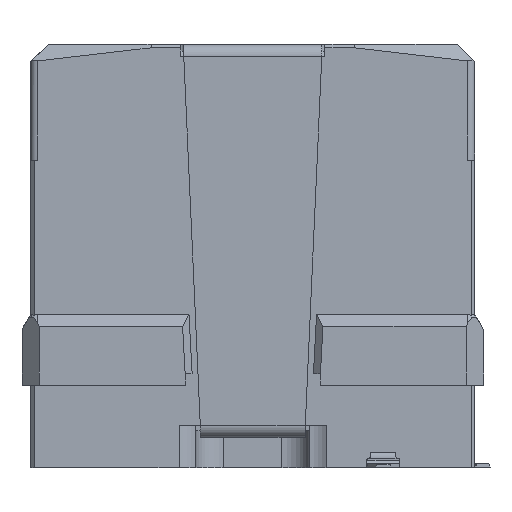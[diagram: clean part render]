
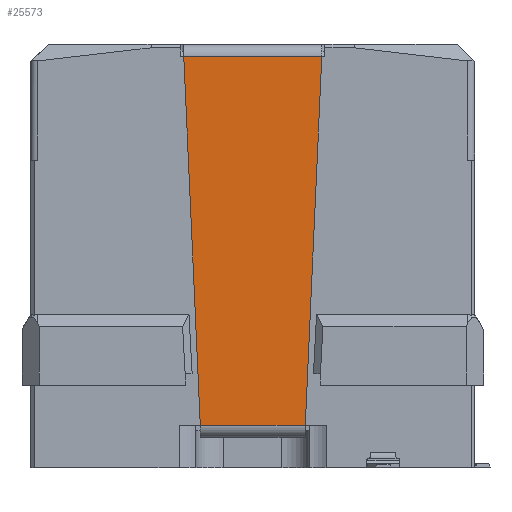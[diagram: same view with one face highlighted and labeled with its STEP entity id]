
A CAD part, left-side view. The second image highlights one B-rep face of the part: STEP entity #25573.
In plain terms, the highlighted planar face has unit normal (-1, 0, 0).
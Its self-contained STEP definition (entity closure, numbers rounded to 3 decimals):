
#593 = VECTOR ( 'NONE', #12615, 1000. ) ;
#1007 = LINE ( 'NONE', #29035, #593 ) ;
#1370 = VERTEX_POINT ( 'NONE', #8635 ) ;
#1842 = CARTESIAN_POINT ( 'NONE',  ( -7.75, 2.057, 5.044 ) ) ;
#1948 = ORIENTED_EDGE ( 'NONE', *, *, #8904, .T. ) ;
#2381 = VERTEX_POINT ( 'NONE', #17084 ) ;
#2624 = ORIENTED_EDGE ( 'NONE', *, *, #2872, .F. ) ;
#2769 = VECTOR ( 'NONE', #9412, 1000. ) ;
#2869 = CARTESIAN_POINT ( 'NONE',  ( -7.75, 1.93, 7.874 ) ) ;
#2872 = EDGE_CURVE ( 'NONE', #11178, #2381, #1007, .T. ) ;
#3444 = VERTEX_POINT ( 'NONE', #7498 ) ;
#4312 = VERTEX_POINT ( 'NONE', #5348 ) ;
#5348 = CARTESIAN_POINT ( 'NONE',  ( -7.75, 5.704, 11.76 ) ) ;
#5545 = DIRECTION ( 'NONE',  ( 0., 1., 0. ) ) ;
#5872 = ORIENTED_EDGE ( 'NONE', *, *, #25282, .F. ) ;
#7276 = VERTEX_POINT ( 'NONE', #2869 ) ;
#7303 = DIRECTION ( 'NONE',  ( 0., 1., 0. ) ) ;
#7498 = CARTESIAN_POINT ( 'NONE',  ( -7.75, 5.53, 7.874 ) ) ;
#8225 = FACE_OUTER_BOUND ( 'NONE', #13938, .T. ) ;
#8406 = ORIENTED_EDGE ( 'NONE', *, *, #26583, .F. ) ;
#8635 = CARTESIAN_POINT ( 'NONE',  ( -7.75, 5.231, 1.21 ) ) ;
#8904 = EDGE_CURVE ( 'NONE', #30179, #4312, #27776, .T. ) ;
#9412 = DIRECTION ( 'NONE',  ( 0., 0.045, 0.999 ) ) ;
#10331 = VECTOR ( 'NONE', #33763, 1000. ) ;
#11088 = DIRECTION ( 'NONE',  ( 0., 0.045, -0.999 ) ) ;
#11178 = VERTEX_POINT ( 'NONE', #1842 ) ;
#12185 = DIRECTION ( 'NONE',  ( 0., 0.045, 0.999 ) ) ;
#12615 = DIRECTION ( 'NONE',  ( 0., 0.045, -0.999 ) ) ;
#12970 = DIRECTION ( 'NONE',  ( 0., -0.045, -0.999 ) ) ;
#13664 = ORIENTED_EDGE ( 'NONE', *, *, #27550, .F. ) ;
#13938 = EDGE_LOOP ( 'NONE', ( #31555, #14634, #13664, #2624, #31444, #5872, #1948, #8406 ) ) ;
#14634 = ORIENTED_EDGE ( 'NONE', *, *, #33494, .F. ) ;
#15075 = CARTESIAN_POINT ( 'NONE',  ( -7.75, 5.231, 1.21 ) ) ;
#15146 = LINE ( 'NONE', #32822, #21191 ) ;
#16601 = AXIS2_PLACEMENT_3D ( 'NONE', #21328, #26797, #27131 ) ;
#17084 = CARTESIAN_POINT ( 'NONE',  ( -7.75, 2.229, 1.21 ) ) ;
#17446 = CARTESIAN_POINT ( 'NONE',  ( -7.75, 1.928, 7.917 ) ) ;
#18422 = PLANE ( 'NONE',  #16601 ) ;
#19606 = VECTOR ( 'NONE', #12970, 1000. ) ;
#20284 = EDGE_CURVE ( 'NONE', #11178, #7276, #31076, .T. ) ;
#21191 = VECTOR ( 'NONE', #11088, 1000. ) ;
#21328 = CARTESIAN_POINT ( 'NONE',  ( -7.75, 0.98, 7.874 ) ) ;
#22159 = VECTOR ( 'NONE', #5545, 1000. ) ;
#22495 = CARTESIAN_POINT ( 'NONE',  ( -7.75, 1.756, 11.76 ) ) ;
#25282 = EDGE_CURVE ( 'NONE', #30179, #7276, #15146, .T. ) ;
#25573 = ADVANCED_FACE ( 'NONE', ( #8225 ), #18422, .F. ) ;
#26583 = EDGE_CURVE ( 'NONE', #3444, #4312, #29331, .T. ) ;
#26797 = DIRECTION ( 'NONE',  ( 1., 0., 0. ) ) ;
#26975 = LINE ( 'NONE', #32058, #19606 ) ;
#27037 = CARTESIAN_POINT ( 'NONE',  ( -7.75, 0.98, 11.76 ) ) ;
#27131 = DIRECTION ( 'NONE',  ( 0., 0., 1. ) ) ;
#27550 = EDGE_CURVE ( 'NONE', #2381, #1370, #32699, .T. ) ;
#27776 = LINE ( 'NONE', #27037, #22159 ) ;
#28819 = CARTESIAN_POINT ( 'NONE',  ( -7.75, 5.403, 5.044 ) ) ;
#28886 = VECTOR ( 'NONE', #12185, 1000. ) ;
#29035 = CARTESIAN_POINT ( 'NONE',  ( -7.75, 2.057, 5.044 ) ) ;
#29103 = CARTESIAN_POINT ( 'NONE',  ( -7.75, 5.53, 7.874 ) ) ;
#29116 = LINE ( 'NONE', #15075, #2769 ) ;
#29331 = LINE ( 'NONE', #29103, #28886 ) ;
#30179 = VERTEX_POINT ( 'NONE', #22495 ) ;
#31076 = LINE ( 'NONE', #17446, #10331 ) ;
#31268 = EDGE_CURVE ( 'NONE', #3444, #32462, #26975, .T. ) ;
#31444 = ORIENTED_EDGE ( 'NONE', *, *, #20284, .T. ) ;
#31555 = ORIENTED_EDGE ( 'NONE', *, *, #31268, .T. ) ;
#32030 = CARTESIAN_POINT ( 'NONE',  ( -7.75, 0.98, 1.21 ) ) ;
#32058 = CARTESIAN_POINT ( 'NONE',  ( -7.75, 5.521, 7.67 ) ) ;
#32462 = VERTEX_POINT ( 'NONE', #28819 ) ;
#32699 = LINE ( 'NONE', #32030, #35309 ) ;
#32822 = CARTESIAN_POINT ( 'NONE',  ( -7.75, 1.756, 11.76 ) ) ;
#33494 = EDGE_CURVE ( 'NONE', #1370, #32462, #29116, .T. ) ;
#33763 = DIRECTION ( 'NONE',  ( 0., -0.045, 0.999 ) ) ;
#35309 = VECTOR ( 'NONE', #7303, 1000. ) ;
